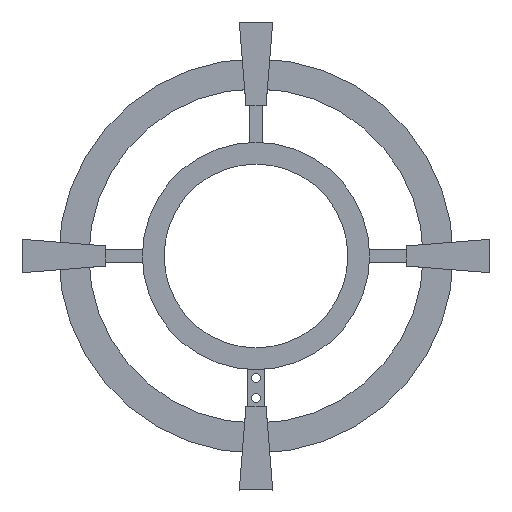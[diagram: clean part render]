
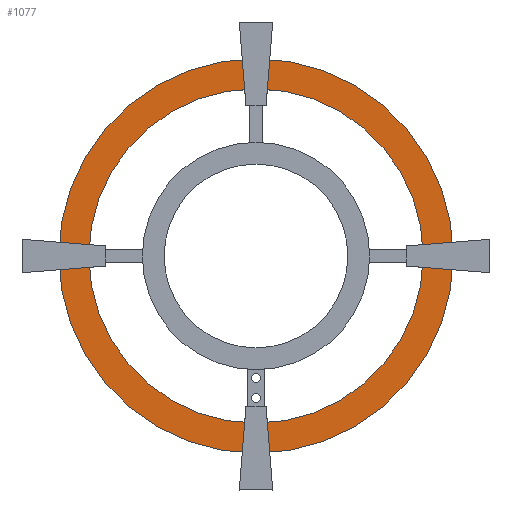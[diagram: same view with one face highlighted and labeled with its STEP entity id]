
A CAD part, top view. The second image highlights one B-rep face of the part: STEP entity #1077.
In plain terms, the highlighted planar face has unit normal (0, 0, 1).
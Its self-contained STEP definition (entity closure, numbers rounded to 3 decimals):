
#51=FACE_BOUND('',#174,.T.);
#59=PLANE('',#1180);
#107=FACE_OUTER_BOUND('',#173,.T.);
#173=EDGE_LOOP('',(#763));
#174=EDGE_LOOP('',(#764));
#465=CIRCLE('',#1175,100.);
#467=CIRCLE('',#1178,118.);
#505=VERTEX_POINT('',#1627);
#507=VERTEX_POINT('',#1633);
#605=EDGE_CURVE('',#505,#505,#465,.T.);
#608=EDGE_CURVE('',#507,#507,#467,.T.);
#763=ORIENTED_EDGE('',*,*,#608,.T.);
#764=ORIENTED_EDGE('',*,*,#605,.T.);
#1077=ADVANCED_FACE('',(#107,#51),#59,.T.);
#1175=AXIS2_PLACEMENT_3D('',#1628,#1292,#1293);
#1178=AXIS2_PLACEMENT_3D('',#1634,#1299,#1300);
#1180=AXIS2_PLACEMENT_3D('',#1638,#1304,#1305);
#1292=DIRECTION('center_axis',(0.,0.,-1.));
#1293=DIRECTION('ref_axis',(1.,0.,0.));
#1299=DIRECTION('center_axis',(0.,0.,1.));
#1300=DIRECTION('ref_axis',(1.,0.,0.));
#1304=DIRECTION('center_axis',(0.,0.,1.));
#1305=DIRECTION('ref_axis',(1.,0.,0.));
#1627=CARTESIAN_POINT('',(-100.,0.,2.));
#1628=CARTESIAN_POINT('Origin',(0.,0.,2.));
#1633=CARTESIAN_POINT('',(-118.,0.,2.));
#1634=CARTESIAN_POINT('Origin',(0.,0.,2.));
#1638=CARTESIAN_POINT('Origin',(0.,0.,2.));
